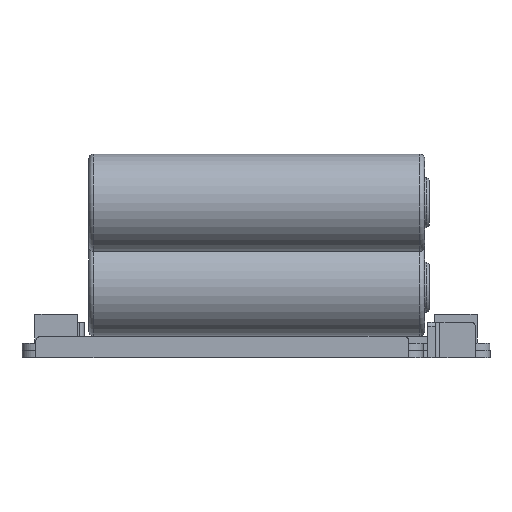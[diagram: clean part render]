
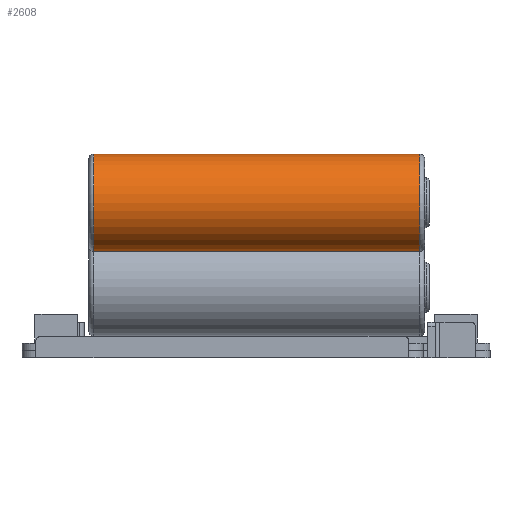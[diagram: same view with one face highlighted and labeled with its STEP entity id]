
A CAD part, left-side view. The second image highlights one B-rep face of the part: STEP entity #2608.
In plain terms, the highlighted cylindrical face has radius 10.2 mm (diameter 20.4 mm), a full revolution.
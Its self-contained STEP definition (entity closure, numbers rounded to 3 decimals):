
#137=CYLINDRICAL_SURFACE('',#2920,10.2);
#237=CIRCLE('',#2917,10.2);
#238=CIRCLE('',#2918,10.2);
#240=CIRCLE('',#2921,10.2);
#386=FACE_OUTER_BOUND('',#534,.T.);
#534=EDGE_LOOP('',(#2381,#2382,#2383,#2384,#2385));
#797=LINE('',#4476,#1056);
#1056=VECTOR('',#3681,10.2);
#1292=VERTEX_POINT('',#4468);
#1293=VERTEX_POINT('',#4470);
#1294=VERTEX_POINT('',#4475);
#1655=EDGE_CURVE('',#1292,#1293,#237,.T.);
#1656=EDGE_CURVE('',#1293,#1292,#238,.T.);
#1658=EDGE_CURVE('',#1293,#1294,#797,.T.);
#1659=EDGE_CURVE('',#1294,#1294,#240,.T.);
#2381=ORIENTED_EDGE('',*,*,#1656,.F.);
#2382=ORIENTED_EDGE('',*,*,#1658,.T.);
#2383=ORIENTED_EDGE('',*,*,#1659,.F.);
#2384=ORIENTED_EDGE('',*,*,#1658,.F.);
#2385=ORIENTED_EDGE('',*,*,#1655,.F.);
#2608=ADVANCED_FACE('',(#386),#137,.T.);
#2917=AXIS2_PLACEMENT_3D('',#4471,#3673,#3674);
#2918=AXIS2_PLACEMENT_3D('',#4472,#3675,#3676);
#2920=AXIS2_PLACEMENT_3D('',#4474,#3679,#3680);
#2921=AXIS2_PLACEMENT_3D('',#4477,#3682,#3683);
#3673=DIRECTION('center_axis',(0.,0.,1.));
#3674=DIRECTION('ref_axis',(-1.,0.,0.));
#3675=DIRECTION('center_axis',(0.,0.,1.));
#3676=DIRECTION('ref_axis',(-1.,0.,0.));
#3679=DIRECTION('center_axis',(0.,0.,1.));
#3680=DIRECTION('ref_axis',(-1.,0.,0.));
#3681=DIRECTION('',(0.,0.,-1.));
#3682=DIRECTION('center_axis',(0.,0.,-1.));
#3683=DIRECTION('ref_axis',(-1.,0.,0.));
#4468=CARTESIAN_POINT('',(-10.2,0.,69.3));
#4470=CARTESIAN_POINT('',(10.2,0.,69.3));
#4471=CARTESIAN_POINT('Origin',(0.,0.,69.3));
#4472=CARTESIAN_POINT('Origin',(0.,0.,69.3));
#4474=CARTESIAN_POINT('Origin',(0.,0.,0.));
#4475=CARTESIAN_POINT('',(10.2,0.,1.));
#4476=CARTESIAN_POINT('',(10.2,0.,0.));
#4477=CARTESIAN_POINT('Origin',(0.,0.,1.));
